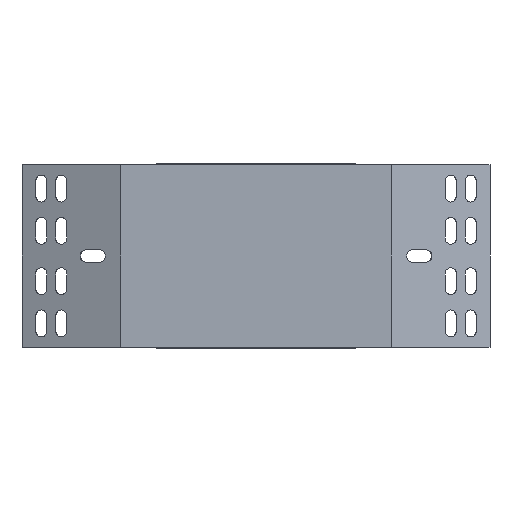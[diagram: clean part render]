
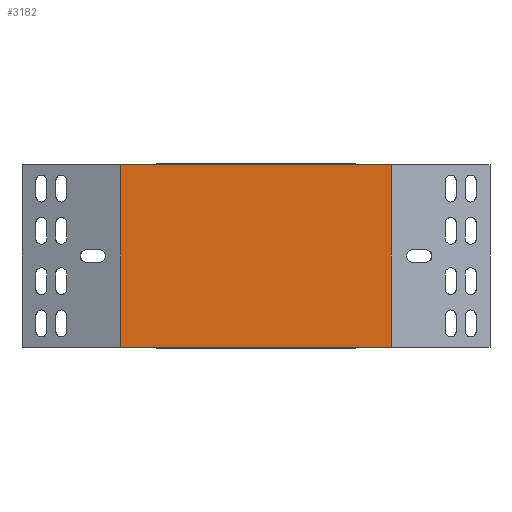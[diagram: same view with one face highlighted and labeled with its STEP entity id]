
A CAD part, front view. The second image highlights one B-rep face of the part: STEP entity #3182.
In plain terms, the highlighted planar face has unit normal (0, -1, 0).
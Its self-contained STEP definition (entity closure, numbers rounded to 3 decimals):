
#846 = AXIS2_PLACEMENT_3D ( 'NONE', #6855, #6846, #6836 ) ;
#994 = EDGE_CURVE ( 'NONE', #3994, #6035, #5555, .T. ) ;
#1022 = EDGE_CURVE ( 'NONE', #3882, #7091, #5484, .T. ) ;
#1887 = CARTESIAN_POINT ( 'NONE',  ( 53.141, -23.927, 25.8 ) ) ;
#2499 = CARTESIAN_POINT ( 'NONE',  ( -98.349, -23.927, -75.8 ) ) ;
#2537 = ORIENTED_EDGE ( 'NONE', *, *, #994, .T. ) ;
#2550 = ORIENTED_EDGE ( 'NONE', *, *, #3152, .F. ) ;
#2560 = ORIENTED_EDGE ( 'NONE', *, *, #1022, .F. ) ;
#2568 = DIRECTION ( 'NONE',  ( 1., 0., 0. ) ) ;
#2584 = ORIENTED_EDGE ( 'NONE', *, *, #2780, .T. ) ;
#2780 = EDGE_CURVE ( 'NONE', #3882, #3994, #5901, .T. ) ;
#3152 = EDGE_CURVE ( 'NONE', #7091, #6035, #3925, .T. ) ;
#3182 = ADVANCED_FACE ( 'NONE', ( #3677 ), #6866, .F. ) ;
#3337 = CARTESIAN_POINT ( 'NONE',  ( 53.141, -23.927, -75.8 ) ) ;
#3677 = FACE_OUTER_BOUND ( 'NONE', #5161, .T. ) ;
#3841 = CARTESIAN_POINT ( 'NONE',  ( -97.377, -23.927, -75.8 ) ) ;
#3882 = VERTEX_POINT ( 'NONE', #3841 ) ;
#3925 = LINE ( 'NONE', #6953, #3941 ) ;
#3941 = VECTOR ( 'NONE', #7049, 1000. ) ;
#3994 = VERTEX_POINT ( 'NONE', #3337 ) ;
#5161 = EDGE_LOOP ( 'NONE', ( #2537, #2550, #2560, #2584 ) ) ;
#5408 = VECTOR ( 'NONE', #6030, 1000. ) ;
#5484 = LINE ( 'NONE', #6017, #5408 ) ;
#5547 = VECTOR ( 'NONE', #6205, 1000. ) ;
#5555 = LINE ( 'NONE', #6229, #5547 ) ;
#5812 = VECTOR ( 'NONE', #2568, 1000. ) ;
#5901 = LINE ( 'NONE', #2499, #5812 ) ;
#5925 = CARTESIAN_POINT ( 'NONE',  ( -97.377, -23.927, 25.8 ) ) ;
#6017 = CARTESIAN_POINT ( 'NONE',  ( -97.377, -23.927, -76.657 ) ) ;
#6030 = DIRECTION ( 'NONE',  ( 0., 0., 1. ) ) ;
#6035 = VERTEX_POINT ( 'NONE', #1887 ) ;
#6205 = DIRECTION ( 'NONE',  ( 0., 0., 1. ) ) ;
#6229 = CARTESIAN_POINT ( 'NONE',  ( 53.141, -23.927, -76.657 ) ) ;
#6836 = DIRECTION ( 'NONE',  ( 0., 0., 1. ) ) ;
#6846 = DIRECTION ( 'NONE',  ( 0., 1., 0. ) ) ;
#6855 = CARTESIAN_POINT ( 'NONE',  ( -97.218, -23.927, 25. ) ) ;
#6866 = PLANE ( 'NONE',  #846 ) ;
#6953 = CARTESIAN_POINT ( 'NONE',  ( -98.349, -23.927, 25.8 ) ) ;
#7049 = DIRECTION ( 'NONE',  ( 1., 0., 0. ) ) ;
#7091 = VERTEX_POINT ( 'NONE', #5925 ) ;
